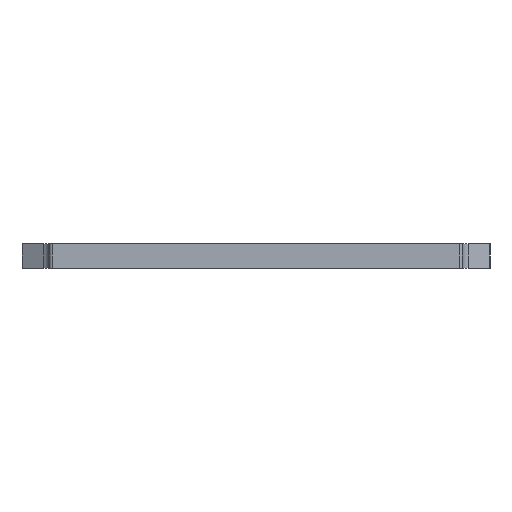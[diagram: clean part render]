
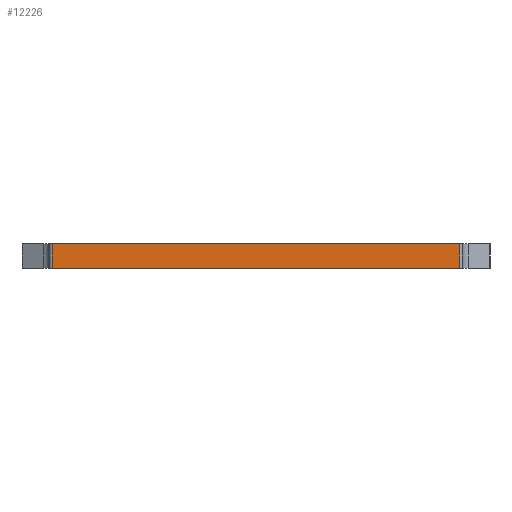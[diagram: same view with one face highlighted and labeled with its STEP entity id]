
A CAD part, left-side view. The second image highlights one B-rep face of the part: STEP entity #12226.
In plain terms, the highlighted planar face has unit normal (-1, 0, 0).
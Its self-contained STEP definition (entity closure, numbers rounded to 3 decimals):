
#478=FACE_OUTER_BOUND('',#1149,.T.);
#1149=EDGE_LOOP('',(#10124,#10125,#10126,#10127));
#1433=LINE('',#16142,#3162);
#2434=LINE('',#18189,#4163);
#2842=LINE('',#18970,#4571);
#2843=LINE('',#18972,#4572);
#3162=VECTOR('',#13157,10.);
#4163=VECTOR('',#14600,10.);
#4571=VECTOR('',#15274,10.);
#4572=VECTOR('',#15277,10.);
#4885=VERTEX_POINT('',#16139);
#4886=VERTEX_POINT('',#16141);
#5710=VERTEX_POINT('',#18186);
#5711=VERTEX_POINT('',#18188);
#6066=EDGE_CURVE('',#4885,#4886,#1433,.T.);
#7090=EDGE_CURVE('',#5711,#5710,#2434,.T.);
#7506=EDGE_CURVE('',#4886,#5710,#2842,.T.);
#7507=EDGE_CURVE('',#4885,#5711,#2843,.T.);
#10124=ORIENTED_EDGE('',*,*,#7507,.T.);
#10125=ORIENTED_EDGE('',*,*,#7090,.T.);
#10126=ORIENTED_EDGE('',*,*,#7506,.F.);
#10127=ORIENTED_EDGE('',*,*,#6066,.F.);
#11651=PLANE('',#12849);
#12226=ADVANCED_FACE('',(#478),#11651,.T.);
#12849=AXIS2_PLACEMENT_3D('',#18971,#15275,#15276);
#13157=DIRECTION('',(0.,1.,0.));
#14600=DIRECTION('',(0.,1.,0.));
#15274=DIRECTION('',(0.,0.,1.));
#15275=DIRECTION('center_axis',(-1.,0.,0.));
#15276=DIRECTION('ref_axis',(0.,1.,0.));
#15277=DIRECTION('',(0.,0.,1.));
#16139=CARTESIAN_POINT('',(189.377,-247.652,7.494));
#16141=CARTESIAN_POINT('',(189.377,-173.502,7.494));
#16142=CARTESIAN_POINT('',(189.377,-229.115,7.494));
#18186=CARTESIAN_POINT('',(189.377,-173.502,11.994));
#18188=CARTESIAN_POINT('',(189.377,-247.652,11.994));
#18189=CARTESIAN_POINT('',(189.377,-229.115,11.994));
#18970=CARTESIAN_POINT('',(189.377,-173.502,11.394));
#18971=CARTESIAN_POINT('Origin',(189.377,-247.652,11.394));
#18972=CARTESIAN_POINT('',(189.377,-247.652,11.394));
